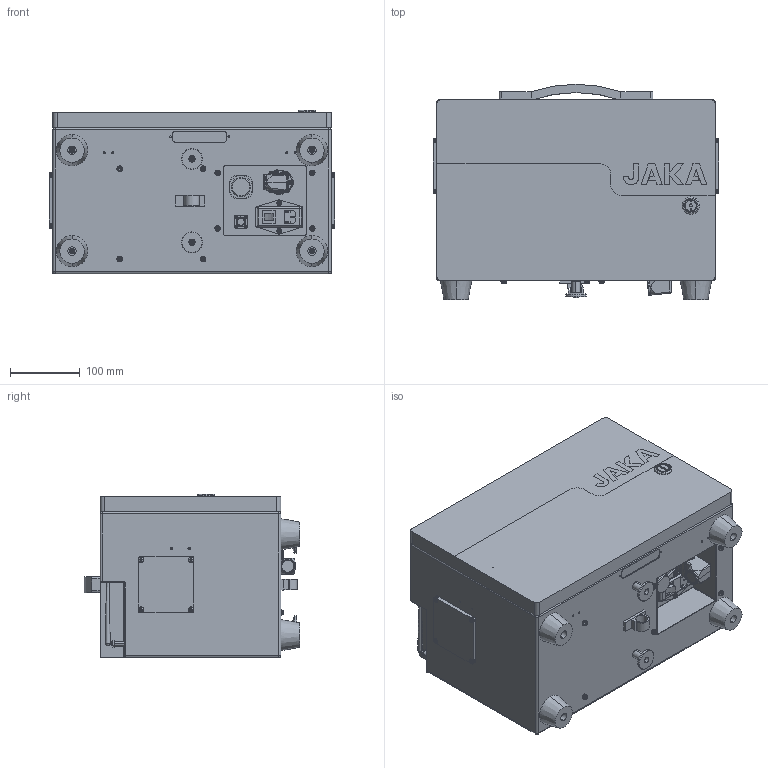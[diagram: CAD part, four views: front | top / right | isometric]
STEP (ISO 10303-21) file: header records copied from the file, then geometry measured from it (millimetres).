
FILE_DESCRIPTION (( 'STEP AP203' ), '1' );
FILE_NAME ('ZuCab.STEP', '2021-04-23T02:04:40', ( 'Jiaxin' ), ( '' ), 'SwSTEP 2.0', 'SolidWorks 2016', '' );
FILE_SCHEMA (( 'CONFIG_CONTROL_DESIGN' ));
Products named in the file (1): ZuCab
Bounding box: 410.11 x 309.69 x 235 mm (x, y, z)
Volume: 23725607.7 mm3; surface area: 661242.4 mm2
Topology: 43 solids, 61 shells, 2211 faces, 5454 edges, 3472 vertices
Faces by surface type: plane 1067, cylinder 816, bspline 114, cone 100, torus 66, sphere 48
Entity records: 74346 total; most frequent: CARTESIAN_POINT 22156, DIRECTION 10868, ORIENTED_EDGE 10804, EDGE_CURVE 5402, AXIS2_PLACEMENT_3D 3979, VERTEX_POINT 3464, LINE 2910, VECTOR 2910
